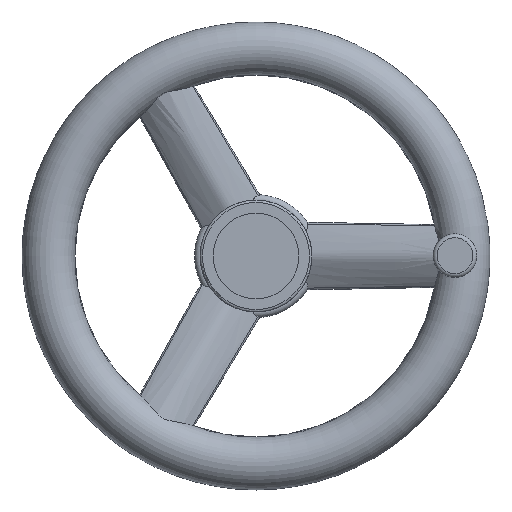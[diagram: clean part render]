
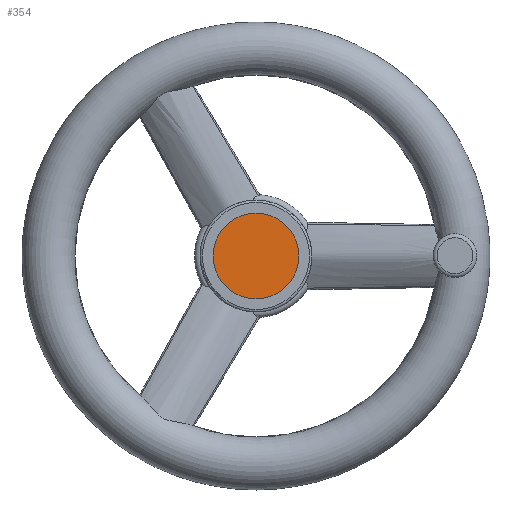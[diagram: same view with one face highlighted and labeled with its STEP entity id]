
A CAD part, top view. The second image highlights one B-rep face of the part: STEP entity #354.
In plain terms, the highlighted planar face has unit normal (0, 0, 1).
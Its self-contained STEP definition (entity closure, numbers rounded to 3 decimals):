
#354 = ADVANCED_FACE( '', ( #805 ), #806, .T. );
#805 = FACE_OUTER_BOUND( '', #1754, .T. );
#806 = PLANE( '', #1755 );
#1754 = EDGE_LOOP( '', ( #2908 ) );
#1755 = AXIS2_PLACEMENT_3D( '', #2909, #2910, #2911 );
#2908 = ORIENTED_EDGE( '', *, *, #3827, .T. );
#2909 = CARTESIAN_POINT( '', ( 0., 0., 35.56 ) );
#2910 = DIRECTION( '', ( 0., 0., 1. ) );
#2911 = DIRECTION( '', ( 1., 0., 0. ) );
#3827 = EDGE_CURVE( '', #4533, #4533, #4534, .T. );
#4533 = VERTEX_POINT( '', #6810 );
#4534 = CIRCLE( '', #6811, 27.5 );
#6810 = CARTESIAN_POINT( '', ( 27.5, 0., 35.56 ) );
#6811 = AXIS2_PLACEMENT_3D( '', #7652, #7653, #7654 );
#7652 = CARTESIAN_POINT( '', ( 0., 0., 35.56 ) );
#7653 = DIRECTION( '', ( 0., 0., 1. ) );
#7654 = DIRECTION( '', ( 1., 0., 0. ) );
